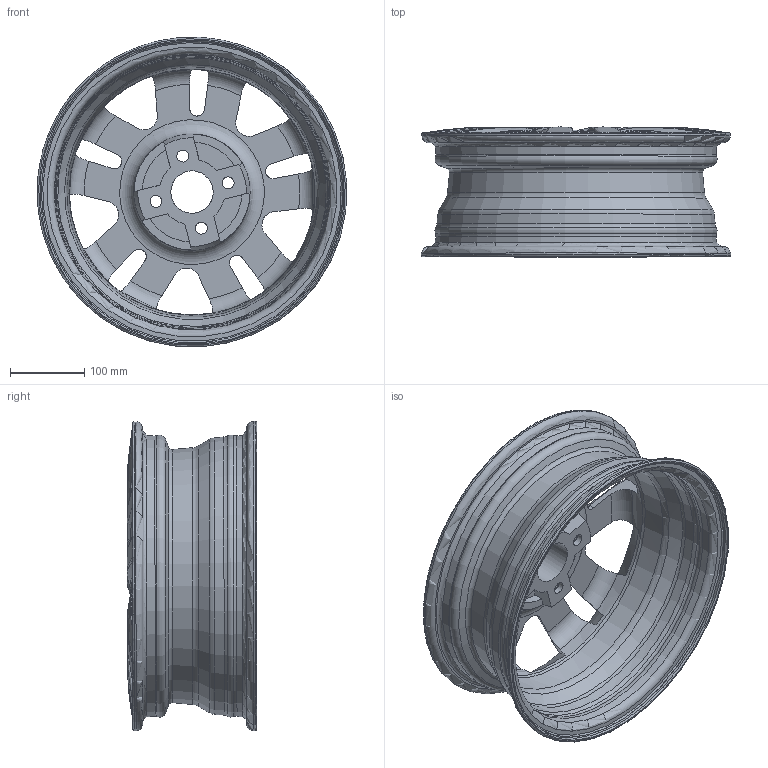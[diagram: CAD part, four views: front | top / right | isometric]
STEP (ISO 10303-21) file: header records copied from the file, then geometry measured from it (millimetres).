
FILE_DESCRIPTION(/* description */ (''),/* implementation_level */ '2;1');
FILE_NAME(/* name */ 'CERCHIO_15INCHES_1_MIR.stp',/* time_stamp */ '2016-06-02T11:34:46+02:00',/* author */ (''),/* organization */ (''),/* preprocessor_version */ 'ST-DEVELOPER v16.5',/* originating_system */ 'Autodesk Translation Framework v5.0.0.3310',/* authorisation */ '');
FILE_SCHEMA (('AUTOMOTIVE_DESIGN { 1 0 10303 214 3 1 1 }'));
Length unit declared in the file: centimetre
Products named in the file (1): CERCHIO_15INCHES_1_MIR
Bounding box: 415.72 x 174.19 x 415.75 mm (x, y, z)
Volume: 2841616.3 mm3; surface area: 662300.9 mm2
Topology: 1 solids, 1 shells, 317 faces, 980 edges, 648 vertices
Faces by surface type: bspline 170, torus 63, cone 39, plane 25, cylinder 20
Full cylindrical faces by diameter (mm): 16 x4, 32 x4, 57 x1, 330 x1, 415.267 x1, 416.228 x1
Entity records: 20325 total; most frequent: CARTESIAN_POINT 13319, ORIENTED_EDGE 1760, DIRECTION 951, EDGE_CURVE 880, VERTEX_POINT 604, B_SPLINE_CURVE_WITH_KNOTS 512, AXIS2_PLACEMENT_3D 443, EDGE_LOOP 386
